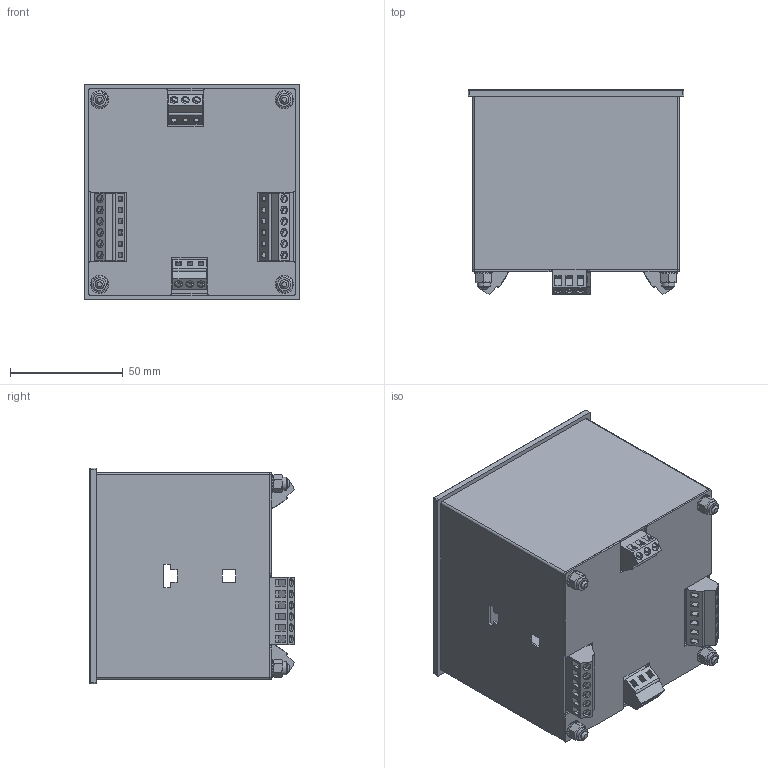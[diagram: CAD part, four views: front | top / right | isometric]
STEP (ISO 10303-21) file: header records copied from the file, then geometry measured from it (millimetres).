
FILE_DESCRIPTION(('TFLEX Exchange Step'),'2;1');
FILE_NAME('3D-модель прибора 11M6_2УВ.stp', '2020-10-19T17:27:36+05:00',('Alex'),('Unknown organisation'),'TFLEX Exchange 2019.1','T-FLEX CAD','Unknown authorisation');
FILE_SCHEMA( ('AUTOMOTIVE_DESIGN { 1 0 10303 214 1 1 1 1 }') );
Length unit declared in the file: millimetre
Products named in the file (12): Клемма:3; Клемма; Клемма кр:3; Клемма кр; Клемма:6; <Гайки стопорные>Гайка ГОСТ Р 50273-92; <Шайбы>Шайба ГОСТ 10450-78; <Шпильки>Шпилька ГОСТ 22038-76; Этикетка; Корпус; _11M6_2УВ
Assembly tree (30 placements, depth 3):
  _11M6_2УВ
    Клемма
      Клемма:3  x3
    Клемма кр
      Клемма кр:3  x3
    Клемма  x2
      Клемма:6
    <Гайки стопорные>Гайка ГОСТ Р 50273-92  x4
    <Шайбы>Шайба ГОСТ 10450-78  x4
    <Шпильки>Шпилька ГОСТ 22038-76  x4
    Этикетка
    Корпус
Bounding box: 96 x 91.13 x 96 mm (x, y, z)
Volume: 83454.5 mm3; surface area: 138929.3 mm2
Topology: 82 solids, 82 shells, 1271 faces, 3100 edges, 2024 vertices
Faces by surface type: plane 949, cylinder 160, bspline 130, cone 28, sphere 4
Full cylindrical faces by diameter (mm): 3.242 x4, 3.5 x36
Entity records: 29371 total; most frequent: CARTESIAN_POINT 6712, ORIENTED_EDGE 4732, DIRECTION 4133, EDGE_CURVE 2366, VECTOR 1781, LINE 1781, VERTEX_POINT 1555, AXIS2_PLACEMENT_3D 1176
